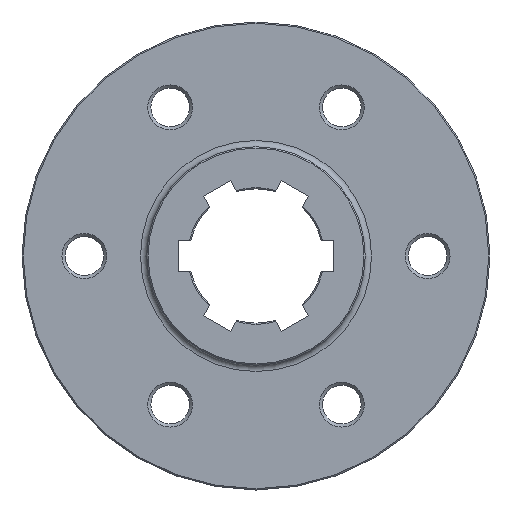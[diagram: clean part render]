
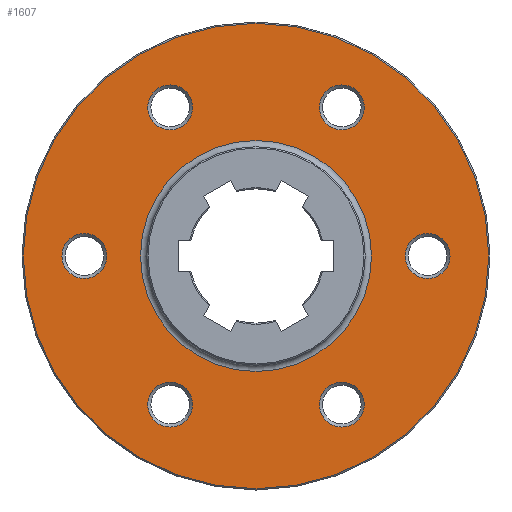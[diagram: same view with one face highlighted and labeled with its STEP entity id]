
A CAD part, left-side view. The second image highlights one B-rep face of the part: STEP entity #1607.
In plain terms, the highlighted planar face has unit normal (-1, 0, 0).
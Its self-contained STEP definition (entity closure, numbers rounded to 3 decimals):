
#9 = CIRCLE ( 'NONE', #1098, 3.6 ) ;
#43 = CIRCLE ( 'NONE', #475, 3.6 ) ;
#91 = AXIS2_PLACEMENT_3D ( 'NONE', #1252, #179, #614 ) ;
#119 = FACE_BOUND ( 'NONE', #464, .T. ) ;
#124 = DIRECTION ( 'NONE',  ( 0., 0., 1. ) ) ;
#127 = VERTEX_POINT ( 'NONE', #278 ) ;
#138 = ORIENTED_EDGE ( 'NONE', *, *, #1520, .T. ) ;
#179 = DIRECTION ( 'NONE',  ( 1., 0., 0. ) ) ;
#180 = DIRECTION ( 'NONE',  ( 0., 0., 1. ) ) ;
#235 = DIRECTION ( 'NONE',  ( 0., 0., 1. ) ) ;
#240 = VERTEX_POINT ( 'NONE', #1598 ) ;
#271 = PLANE ( 'NONE',  #1002 ) ;
#276 = EDGE_CURVE ( 'NONE', #854, #854, #526, .T. ) ;
#278 = CARTESIAN_POINT ( 'NONE',  ( 7.3, 169.05, -937.006 ) ) ;
#302 = CARTESIAN_POINT ( 'NONE',  ( 7.3, 141.55, -984.637 ) ) ;
#325 = DIRECTION ( 'NONE',  ( 0., 0., 1. ) ) ;
#335 = DIRECTION ( 'NONE',  ( 0., 0., 1. ) ) ;
#357 = EDGE_LOOP ( 'NONE', ( #1362 ) ) ;
#358 = CARTESIAN_POINT ( 'NONE',  ( 7.3, 155.3, -964.422 ) ) ;
#390 = EDGE_CURVE ( 'NONE', #1136, #1136, #616, .T. ) ;
#417 = CARTESIAN_POINT ( 'NONE',  ( 7.3, 141.55, -940.606 ) ) ;
#448 = CARTESIAN_POINT ( 'NONE',  ( 7.3, 169.05, -940.606 ) ) ;
#456 = DIRECTION ( 'NONE',  ( 0., 0., 1. ) ) ;
#464 = EDGE_LOOP ( 'NONE', ( #1108 ) ) ;
#475 = AXIS2_PLACEMENT_3D ( 'NONE', #448, #1599, #456 ) ;
#495 = AXIS2_PLACEMENT_3D ( 'NONE', #1617, #520, #672 ) ;
#520 = DIRECTION ( 'NONE',  ( 1., 0., 0. ) ) ;
#526 = CIRCLE ( 'NONE', #91, 18.5 ) ;
#557 = FACE_BOUND ( 'NONE', #1304, .T. ) ;
#581 = EDGE_LOOP ( 'NONE', ( #138 ) ) ;
#614 = DIRECTION ( 'NONE',  ( 0., 0., 1. ) ) ;
#616 = CIRCLE ( 'NONE', #495, 3.6 ) ;
#624 = AXIS2_PLACEMENT_3D ( 'NONE', #358, #1530, #1256 ) ;
#645 = ORIENTED_EDGE ( 'NONE', *, *, #390, .T. ) ;
#658 = EDGE_LOOP ( 'NONE', ( #1381 ) ) ;
#671 = CARTESIAN_POINT ( 'NONE',  ( 7.3, 141.55, -937.006 ) ) ;
#672 = DIRECTION ( 'NONE',  ( 0., 0., 1. ) ) ;
#688 = CIRCLE ( 'NONE', #1646, 3.6 ) ;
#694 = FACE_OUTER_BOUND ( 'NONE', #357, .T. ) ;
#783 = EDGE_LOOP ( 'NONE', ( #645 ) ) ;
#810 = AXIS2_PLACEMENT_3D ( 'NONE', #417, #1565, #124 ) ;
#854 = VERTEX_POINT ( 'NONE', #1548 ) ;
#855 = FACE_BOUND ( 'NONE', #581, .T. ) ;
#874 = EDGE_CURVE ( 'NONE', #1141, #1141, #994, .T. ) ;
#939 = EDGE_LOOP ( 'NONE', ( #1293 ) ) ;
#950 = DIRECTION ( 'NONE',  ( 1., 0., 0. ) ) ;
#966 = CIRCLE ( 'NONE', #1278, 3.6 ) ;
#972 = ORIENTED_EDGE ( 'NONE', *, *, #982, .T. ) ;
#982 = EDGE_CURVE ( 'NONE', #240, #240, #688, .T. ) ;
#992 = FACE_BOUND ( 'NONE', #658, .T. ) ;
#994 = CIRCLE ( 'NONE', #810, 3.6 ) ;
#1002 = AXIS2_PLACEMENT_3D ( 'NONE', #1579, #1290, #235 ) ;
#1014 = VERTEX_POINT ( 'NONE', #1901 ) ;
#1018 = EDGE_LOOP ( 'NONE', ( #1125 ) ) ;
#1023 = VERTEX_POINT ( 'NONE', #302 ) ;
#1091 = CARTESIAN_POINT ( 'NONE',  ( 7.3, 169.05, -988.237 ) ) ;
#1098 = AXIS2_PLACEMENT_3D ( 'NONE', #1221, #1821, #180 ) ;
#1108 = ORIENTED_EDGE ( 'NONE', *, *, #1210, .T. ) ;
#1125 = ORIENTED_EDGE ( 'NONE', *, *, #276, .T. ) ;
#1136 = VERTEX_POINT ( 'NONE', #1259 ) ;
#1141 = VERTEX_POINT ( 'NONE', #671 ) ;
#1163 = FACE_BOUND ( 'NONE', #939, .T. ) ;
#1210 = EDGE_CURVE ( 'NONE', #1014, #1014, #966, .T. ) ;
#1221 = CARTESIAN_POINT ( 'NONE',  ( 7.3, 141.55, -988.237 ) ) ;
#1234 = EDGE_CURVE ( 'NONE', #1769, #1769, #1737, .T. ) ;
#1252 = CARTESIAN_POINT ( 'NONE',  ( 7.3, 155.3, -964.422 ) ) ;
#1256 = DIRECTION ( 'NONE',  ( 0., 0., 1. ) ) ;
#1259 = CARTESIAN_POINT ( 'NONE',  ( 7.3, 182.8, -960.822 ) ) ;
#1278 = AXIS2_PLACEMENT_3D ( 'NONE', #1091, #950, #335 ) ;
#1290 = DIRECTION ( 'NONE',  ( -1., 0., 0. ) ) ;
#1293 = ORIENTED_EDGE ( 'NONE', *, *, #1673, .T. ) ;
#1304 = EDGE_LOOP ( 'NONE', ( #972 ) ) ;
#1362 = ORIENTED_EDGE ( 'NONE', *, *, #1234, .T. ) ;
#1381 = ORIENTED_EDGE ( 'NONE', *, *, #874, .T. ) ;
#1490 = CARTESIAN_POINT ( 'NONE',  ( 7.3, 127.8, -964.422 ) ) ;
#1499 = DIRECTION ( 'NONE',  ( 1., 0., 0. ) ) ;
#1520 = EDGE_CURVE ( 'NONE', #1023, #1023, #9, .T. ) ;
#1530 = DIRECTION ( 'NONE',  ( -1., 0., 0. ) ) ;
#1548 = CARTESIAN_POINT ( 'NONE',  ( 7.3, 155.3, -945.922 ) ) ;
#1565 = DIRECTION ( 'NONE',  ( 1., 0., 0. ) ) ;
#1579 = CARTESIAN_POINT ( 'NONE',  ( 7.3, 155.3, -964.422 ) ) ;
#1598 = CARTESIAN_POINT ( 'NONE',  ( 7.3, 127.8, -960.822 ) ) ;
#1599 = DIRECTION ( 'NONE',  ( 1., 0., 0. ) ) ;
#1607 = ADVANCED_FACE ( 'NONE', ( #694, #1729, #119, #855, #557, #992, #1163, #1865 ), #271, .T. ) ;
#1617 = CARTESIAN_POINT ( 'NONE',  ( 7.3, 182.8, -964.422 ) ) ;
#1646 = AXIS2_PLACEMENT_3D ( 'NONE', #1490, #1499, #325 ) ;
#1673 = EDGE_CURVE ( 'NONE', #127, #127, #43, .T. ) ;
#1729 = FACE_BOUND ( 'NONE', #1018, .T. ) ;
#1737 = CIRCLE ( 'NONE', #624, 37.3 ) ;
#1769 = VERTEX_POINT ( 'NONE', #1776 ) ;
#1776 = CARTESIAN_POINT ( 'NONE',  ( 7.3, 155.3, -927.122 ) ) ;
#1821 = DIRECTION ( 'NONE',  ( 1., 0., 0. ) ) ;
#1865 = FACE_BOUND ( 'NONE', #783, .T. ) ;
#1901 = CARTESIAN_POINT ( 'NONE',  ( 7.3, 169.05, -984.637 ) ) ;
